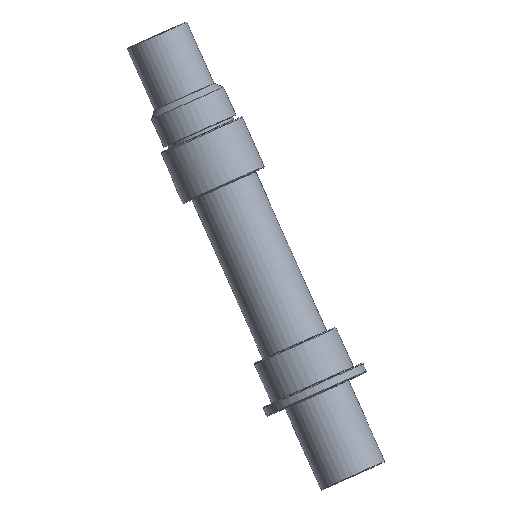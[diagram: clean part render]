
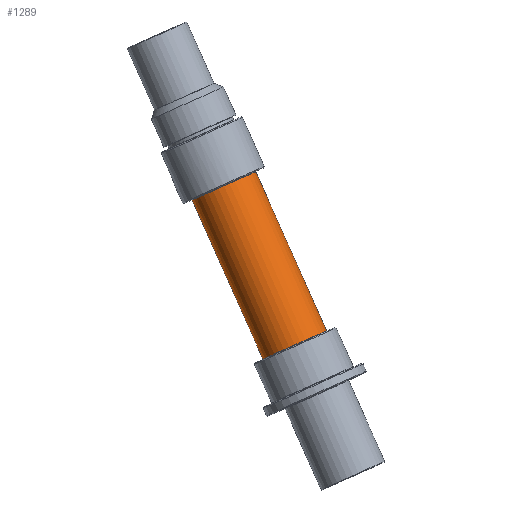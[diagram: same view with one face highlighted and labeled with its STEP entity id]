
A CAD part, top view. The second image highlights one B-rep face of the part: STEP entity #1289.
In plain terms, the highlighted cylindrical face has radius 17.5 mm (diameter 35 mm), a partial arc.
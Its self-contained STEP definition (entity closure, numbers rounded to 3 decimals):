
#3 = VERTEX_POINT ( 'NONE', #641 ) ;
#31 = DIRECTION ( 'NONE',  ( -0.914, -0.407, 0. ) ) ;
#39 = FACE_OUTER_BOUND ( 'NONE', #451, .T. ) ;
#60 = DIRECTION ( 'NONE',  ( 0.407, -0.914, 0. ) ) ;
#129 = ORIENTED_EDGE ( 'NONE', *, *, #1882, .T. ) ;
#161 = CARTESIAN_POINT ( 'NONE',  ( -223.564, 636.895, 0. ) ) ;
#208 = AXIS2_PLACEMENT_3D ( 'NONE', #1557, #1408, #31 ) ;
#324 = CARTESIAN_POINT ( 'NONE',  ( -239.551, 629.777, 0. ) ) ;
#400 = EDGE_CURVE ( 'NONE', #3, #1795, #633, .T. ) ;
#425 = EDGE_CURVE ( 'NONE', #1279, #1644, #1377, .T. ) ;
#451 = EDGE_LOOP ( 'NONE', ( #1859, #1900, #129, #915 ) ) ;
#557 = CIRCLE ( 'NONE', #1708, 17.5 ) ;
#633 = LINE ( 'NONE', #1543, #646 ) ;
#641 = CARTESIAN_POINT ( 'NONE',  ( -207.577, 644.012, 0. ) ) ;
#646 = VECTOR ( 'NONE', #940, 1000. ) ;
#653 = AXIS2_PLACEMENT_3D ( 'NONE', #161, #1367, #737 ) ;
#737 = DIRECTION ( 'NONE',  ( -0.914, -0.407, 0. ) ) ;
#915 = ORIENTED_EDGE ( 'NONE', *, *, #425, .F. ) ;
#940 = DIRECTION ( 'NONE',  ( -0.407, 0.914, 0. ) ) ;
#999 = DIRECTION ( 'NONE',  ( 0.914, 0.407, 0. ) ) ;
#1260 = CARTESIAN_POINT ( 'NONE',  ( -275.181, 709.803, 0. ) ) ;
#1279 = VERTEX_POINT ( 'NONE', #324 ) ;
#1289 = ADVANCED_FACE ( 'NONE', ( #39 ), #1887, .T. ) ;
#1314 = CARTESIAN_POINT ( 'NONE',  ( -243.207, 724.039, 0. ) ) ;
#1367 = DIRECTION ( 'NONE',  ( -0.407, 0.914, 0. ) ) ;
#1377 = LINE ( 'NONE', #1980, #1926 ) ;
#1408 = DIRECTION ( 'NONE',  ( -0.407, 0.914, 0. ) ) ;
#1500 = EDGE_CURVE ( 'NONE', #1279, #3, #1840, .T. ) ;
#1543 = CARTESIAN_POINT ( 'NONE',  ( -287.997, 824.64, 0. ) ) ;
#1557 = CARTESIAN_POINT ( 'NONE',  ( -303.984, 817.522, 0. ) ) ;
#1644 = VERTEX_POINT ( 'NONE', #1260 ) ;
#1692 = DIRECTION ( 'NONE',  ( -0.407, 0.914, 0. ) ) ;
#1708 = AXIS2_PLACEMENT_3D ( 'NONE', #1727, #60, #999 ) ;
#1727 = CARTESIAN_POINT ( 'NONE',  ( -259.194, 716.921, 0. ) ) ;
#1795 = VERTEX_POINT ( 'NONE', #1314 ) ;
#1840 = CIRCLE ( 'NONE', #653, 17.5 ) ;
#1859 = ORIENTED_EDGE ( 'NONE', *, *, #1500, .T. ) ;
#1882 = EDGE_CURVE ( 'NONE', #1795, #1644, #557, .T. ) ;
#1887 = CYLINDRICAL_SURFACE ( 'NONE', #208, 17.5 ) ;
#1900 = ORIENTED_EDGE ( 'NONE', *, *, #400, .T. ) ;
#1926 = VECTOR ( 'NONE', #1692, 1000. ) ;
#1980 = CARTESIAN_POINT ( 'NONE',  ( -319.971, 810.404, 0. ) ) ;
